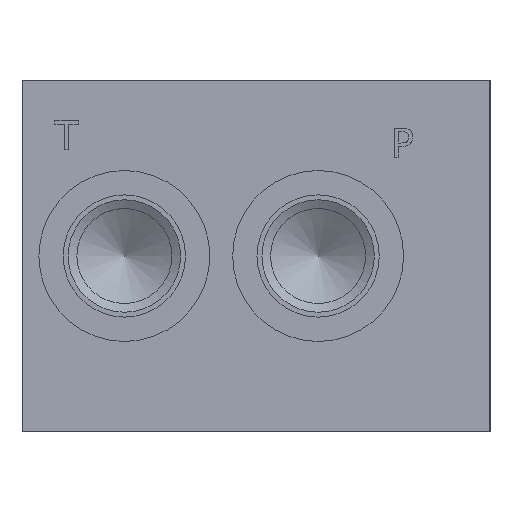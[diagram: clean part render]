
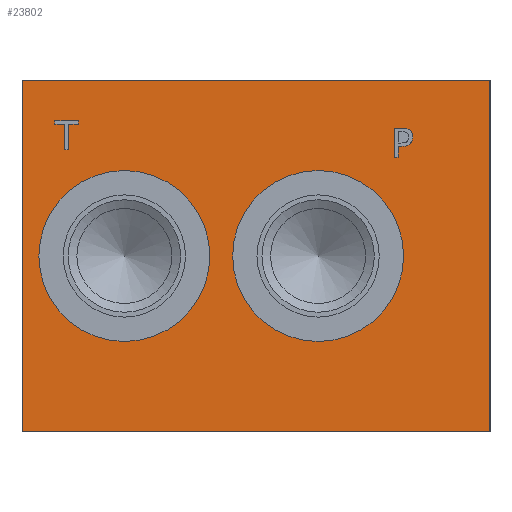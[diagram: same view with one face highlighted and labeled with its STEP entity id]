
A CAD part, left-side view. The second image highlights one B-rep face of the part: STEP entity #23802.
In plain terms, the highlighted planar face has unit normal (-1, 0, 0).
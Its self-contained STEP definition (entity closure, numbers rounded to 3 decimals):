
#294=CIRCLE('',#24992,18.555);
#295=CIRCLE('',#24993,18.555);
#296=CIRCLE('',#24994,18.555);
#297=CIRCLE('',#24995,18.555);
#887=FACE_BOUND('',#3905,.T.);
#888=FACE_BOUND('',#3906,.T.);
#889=FACE_BOUND('',#3907,.T.);
#890=FACE_BOUND('',#3908,.T.);
#1314=B_SPLINE_CURVE_WITH_KNOTS('',2,(#35060,#35061,#35062,#35063),
 .UNSPECIFIED.,.F.,.F.,(3,1,3),(0.,1.,2.),.UNSPECIFIED.);
#1316=B_SPLINE_CURVE_WITH_KNOTS('',2,(#35081,#35082,#35083,#35084),
 .UNSPECIFIED.,.F.,.F.,(3,1,3),(0.,1.,2.),.UNSPECIFIED.);
#1318=B_SPLINE_CURVE_WITH_KNOTS('',2,(#35130,#35131,#35132,#35133),
 .UNSPECIFIED.,.F.,.F.,(3,1,3),(0.,1.,2.),.UNSPECIFIED.);
#1320=B_SPLINE_CURVE_WITH_KNOTS('',2,(#35148,#35149,#35150,#35151),
 .UNSPECIFIED.,.F.,.F.,(3,1,3),(0.,1.,2.),.UNSPECIFIED.);
#2574=FACE_OUTER_BOUND('',#3904,.T.);
#3904=EDGE_LOOP('',(#17024,#17025,#17026,#17027));
#3905=EDGE_LOOP('',(#17028,#17029,#17030,#17031,#17032,#17033,#17034,#17035));
#3906=EDGE_LOOP('',(#17036,#17037));
#3907=EDGE_LOOP('',(#17038,#17039));
#3908=EDGE_LOOP('',(#17040,#17041,#17042,#17043,#17044,#17045,#17046,#17047,
#17048));
#5015=LINE('',#31468,#7111);
#5394=LINE('',#33494,#7490);
#5659=LINE('',#34910,#7755);
#5663=LINE('',#34918,#7759);
#5666=LINE('',#34924,#7762);
#5669=LINE('',#34930,#7765);
#5672=LINE('',#34936,#7768);
#5675=LINE('',#34942,#7771);
#5678=LINE('',#34948,#7774);
#5681=LINE('',#34953,#7777);
#5699=LINE('',#35093,#7795);
#5702=LINE('',#35099,#7798);
#5705=LINE('',#35105,#7801);
#5708=LINE('',#35111,#7804);
#5711=LINE('',#35117,#7807);
#5715=LINE('',#35159,#7811);
#5716=LINE('',#35160,#7812);
#7111=VECTOR('',#26273,10.);
#7490=VECTOR('',#26958,10.);
#7755=VECTOR('',#27413,10.);
#7759=VECTOR('',#27419,10.);
#7762=VECTOR('',#27424,10.);
#7765=VECTOR('',#27429,10.);
#7768=VECTOR('',#27434,10.);
#7771=VECTOR('',#27439,10.);
#7774=VECTOR('',#27444,10.);
#7777=VECTOR('',#27449,10.);
#7795=VECTOR('',#27477,10.);
#7798=VECTOR('',#27482,10.);
#7801=VECTOR('',#27487,10.);
#7804=VECTOR('',#27492,10.);
#7807=VECTOR('',#27497,10.);
#7811=VECTOR('',#27505,10.);
#7812=VECTOR('',#27506,10.);
#9198=VERTEX_POINT('',#31464);
#9200=VERTEX_POINT('',#31467);
#9574=VERTEX_POINT('',#33493);
#9829=VERTEX_POINT('',#34908);
#9830=VERTEX_POINT('',#34909);
#9833=VERTEX_POINT('',#34917);
#9835=VERTEX_POINT('',#34923);
#9837=VERTEX_POINT('',#34929);
#9839=VERTEX_POINT('',#34935);
#9841=VERTEX_POINT('',#34941);
#9843=VERTEX_POINT('',#34947);
#9859=VERTEX_POINT('',#35058);
#9860=VERTEX_POINT('',#35059);
#9863=VERTEX_POINT('',#35080);
#9865=VERTEX_POINT('',#35092);
#9867=VERTEX_POINT('',#35098);
#9869=VERTEX_POINT('',#35104);
#9871=VERTEX_POINT('',#35110);
#9873=VERTEX_POINT('',#35116);
#9875=VERTEX_POINT('',#35129);
#9877=VERTEX_POINT('',#35158);
#9878=VERTEX_POINT('',#35161);
#9879=VERTEX_POINT('',#35162);
#9880=VERTEX_POINT('',#35165);
#9881=VERTEX_POINT('',#35166);
#11608=EDGE_CURVE('',#9200,#9198,#5015,.T.);
#12155=EDGE_CURVE('',#9200,#9574,#5394,.T.);
#12532=EDGE_CURVE('',#9829,#9830,#5659,.T.);
#12536=EDGE_CURVE('',#9833,#9829,#5663,.T.);
#12539=EDGE_CURVE('',#9835,#9833,#5666,.T.);
#12542=EDGE_CURVE('',#9837,#9835,#5669,.T.);
#12545=EDGE_CURVE('',#9839,#9837,#5672,.T.);
#12548=EDGE_CURVE('',#9841,#9839,#5675,.T.);
#12551=EDGE_CURVE('',#9843,#9841,#5678,.T.);
#12554=EDGE_CURVE('',#9830,#9843,#5681,.T.);
#12577=EDGE_CURVE('',#9859,#9860,#1314,.T.);
#12581=EDGE_CURVE('',#9863,#9859,#1316,.T.);
#12584=EDGE_CURVE('',#9865,#9863,#5699,.T.);
#12587=EDGE_CURVE('',#9867,#9865,#5702,.T.);
#12590=EDGE_CURVE('',#9869,#9867,#5705,.T.);
#12593=EDGE_CURVE('',#9871,#9869,#5708,.T.);
#12596=EDGE_CURVE('',#9873,#9871,#5711,.T.);
#12599=EDGE_CURVE('',#9875,#9873,#1318,.T.);
#12602=EDGE_CURVE('',#9860,#9875,#1320,.T.);
#12604=EDGE_CURVE('',#9198,#9877,#5715,.T.);
#12605=EDGE_CURVE('',#9574,#9877,#5716,.T.);
#12606=EDGE_CURVE('',#9878,#9879,#294,.T.);
#12607=EDGE_CURVE('',#9879,#9878,#295,.T.);
#12608=EDGE_CURVE('',#9880,#9881,#296,.T.);
#12609=EDGE_CURVE('',#9881,#9880,#297,.T.);
#17024=ORIENTED_EDGE('',*,*,#11608,.T.);
#17025=ORIENTED_EDGE('',*,*,#12604,.T.);
#17026=ORIENTED_EDGE('',*,*,#12605,.F.);
#17027=ORIENTED_EDGE('',*,*,#12155,.F.);
#17028=ORIENTED_EDGE('',*,*,#12532,.T.);
#17029=ORIENTED_EDGE('',*,*,#12554,.T.);
#17030=ORIENTED_EDGE('',*,*,#12551,.T.);
#17031=ORIENTED_EDGE('',*,*,#12548,.T.);
#17032=ORIENTED_EDGE('',*,*,#12545,.T.);
#17033=ORIENTED_EDGE('',*,*,#12542,.T.);
#17034=ORIENTED_EDGE('',*,*,#12539,.T.);
#17035=ORIENTED_EDGE('',*,*,#12536,.T.);
#17036=ORIENTED_EDGE('',*,*,#12606,.T.);
#17037=ORIENTED_EDGE('',*,*,#12607,.T.);
#17038=ORIENTED_EDGE('',*,*,#12608,.T.);
#17039=ORIENTED_EDGE('',*,*,#12609,.T.);
#17040=ORIENTED_EDGE('',*,*,#12577,.T.);
#17041=ORIENTED_EDGE('',*,*,#12602,.T.);
#17042=ORIENTED_EDGE('',*,*,#12599,.T.);
#17043=ORIENTED_EDGE('',*,*,#12596,.T.);
#17044=ORIENTED_EDGE('',*,*,#12593,.T.);
#17045=ORIENTED_EDGE('',*,*,#12590,.T.);
#17046=ORIENTED_EDGE('',*,*,#12587,.T.);
#17047=ORIENTED_EDGE('',*,*,#12584,.T.);
#17048=ORIENTED_EDGE('',*,*,#12581,.T.);
#22093=PLANE('',#24991);
#23802=ADVANCED_FACE('',(#2574,#887,#888,#889,#890),#22093,.T.);
#24991=AXIS2_PLACEMENT_3D('',#35157,#27503,#27504);
#24992=AXIS2_PLACEMENT_3D('',#35163,#27507,#27508);
#24993=AXIS2_PLACEMENT_3D('',#35164,#27509,#27510);
#24994=AXIS2_PLACEMENT_3D('',#35167,#27511,#27512);
#24995=AXIS2_PLACEMENT_3D('',#35168,#27513,#27514);
#26273=DIRECTION('',(0.,-1.,0.));
#26958=DIRECTION('',(0.,0.,1.));
#27413=DIRECTION('',(0.,1.,0.));
#27419=DIRECTION('',(0.,0.,-1.));
#27424=DIRECTION('',(0.,1.,0.));
#27429=DIRECTION('',(0.,0.,-1.));
#27434=DIRECTION('',(0.,-1.,0.));
#27439=DIRECTION('',(0.,0.,1.));
#27444=DIRECTION('',(0.,1.,0.));
#27449=DIRECTION('',(0.,0.,1.));
#27477=DIRECTION('',(0.,-1.,0.));
#27482=DIRECTION('',(0.,0.,1.));
#27487=DIRECTION('',(0.,1.,0.));
#27492=DIRECTION('',(0.,0.,-1.));
#27497=DIRECTION('',(0.,1.,0.));
#27503=DIRECTION('center_axis',(-1.,0.,0.));
#27504=DIRECTION('ref_axis',(0.,-1.,0.));
#27505=DIRECTION('',(0.,0.,1.));
#27506=DIRECTION('',(0.,-1.,0.));
#27507=DIRECTION('center_axis',(1.,0.,0.));
#27508=DIRECTION('ref_axis',(0.,0.,1.));
#27509=DIRECTION('center_axis',(1.,0.,0.));
#27510=DIRECTION('ref_axis',(0.,0.,1.));
#27511=DIRECTION('center_axis',(1.,0.,0.));
#27512=DIRECTION('ref_axis',(0.,0.,1.));
#27513=DIRECTION('center_axis',(1.,0.,0.));
#27514=DIRECTION('ref_axis',(0.,0.,1.));
#31464=CARTESIAN_POINT('',(0.,0.,0.));
#31467=CARTESIAN_POINT('',(0.,101.6,0.));
#31468=CARTESIAN_POINT('',(0.,101.6,0.));
#33493=CARTESIAN_POINT('',(0.,101.6,76.2));
#33494=CARTESIAN_POINT('',(0.,101.6,0.));
#34908=CARTESIAN_POINT('',(0.,91.487,61.119));
#34909=CARTESIAN_POINT('',(0.,92.331,61.119));
#34910=CARTESIAN_POINT('',(0.,96.544,61.119));
#34917=CARTESIAN_POINT('',(0.,91.487,66.717));
#34918=CARTESIAN_POINT('',(0.,91.487,33.359));
#34923=CARTESIAN_POINT('',(0.,89.357,66.717));
#34924=CARTESIAN_POINT('',(0.,95.478,66.717));
#34929=CARTESIAN_POINT('',(0.,89.357,67.469));
#34930=CARTESIAN_POINT('',(0.,89.357,33.734));
#34935=CARTESIAN_POINT('',(0.,94.461,67.469));
#34936=CARTESIAN_POINT('',(0.,98.031,67.469));
#34941=CARTESIAN_POINT('',(0.,94.461,66.717));
#34942=CARTESIAN_POINT('',(0.,94.461,33.359));
#34947=CARTESIAN_POINT('',(0.,92.331,66.717));
#34948=CARTESIAN_POINT('',(0.,96.966,66.717));
#34953=CARTESIAN_POINT('',(0.,92.331,30.559));
#35058=CARTESIAN_POINT('',(0.,17.531,65.485));
#35059=CARTESIAN_POINT('',(0.,16.774,63.967));
#35060=CARTESIAN_POINT('Ctrl Pts',(0.,17.531,65.485));
#35061=CARTESIAN_POINT('Ctrl Pts',(0.,17.176,65.243));
#35062=CARTESIAN_POINT('Ctrl Pts',(0.,16.774,64.497));
#35063=CARTESIAN_POINT('Ctrl Pts',(0.,16.774,63.967));
#35080=CARTESIAN_POINT('',(0.,19.193,65.881));
#35081=CARTESIAN_POINT('Ctrl Pts',(0.,19.193,65.881));
#35082=CARTESIAN_POINT('Ctrl Pts',(0.,18.627,65.881));
#35083=CARTESIAN_POINT('Ctrl Pts',(0.,17.834,65.696));
#35084=CARTESIAN_POINT('Ctrl Pts',(0.,17.531,65.485));
#35092=CARTESIAN_POINT('',(0.,20.788,65.881));
#35093=CARTESIAN_POINT('',(0.,61.194,65.881));
#35098=CARTESIAN_POINT('',(0.,20.788,59.531));
#35099=CARTESIAN_POINT('',(0.,20.788,29.766));
#35104=CARTESIAN_POINT('',(0.,19.944,59.531));
#35105=CARTESIAN_POINT('',(0.,60.772,59.531));
#35110=CARTESIAN_POINT('',(0.,19.944,61.898));
#35111=CARTESIAN_POINT('',(0.,19.944,30.949));
#35116=CARTESIAN_POINT('',(0.,19.229,61.898));
#35117=CARTESIAN_POINT('',(0.,60.414,61.898));
#35129=CARTESIAN_POINT('',(0.,17.33,62.557));
#35130=CARTESIAN_POINT('Ctrl Pts',(0.,17.33,62.557));
#35131=CARTESIAN_POINT('Ctrl Pts',(0.,17.659,62.233));
#35132=CARTESIAN_POINT('Ctrl Pts',(0.,18.55,61.898));
#35133=CARTESIAN_POINT('Ctrl Pts',(0.,19.229,61.898));
#35148=CARTESIAN_POINT('Ctrl Pts',(0.,16.774,63.967));
#35149=CARTESIAN_POINT('Ctrl Pts',(0.,16.774,63.555));
#35150=CARTESIAN_POINT('Ctrl Pts',(0.,17.068,62.814));
#35151=CARTESIAN_POINT('Ctrl Pts',(0.,17.33,62.557));
#35157=CARTESIAN_POINT('Origin',(0.,101.6,0.));
#35158=CARTESIAN_POINT('',(0.,0.,76.2));
#35159=CARTESIAN_POINT('',(0.,0.,0.));
#35160=CARTESIAN_POINT('',(0.,101.6,76.2));
#35161=CARTESIAN_POINT('',(0.,37.313,56.655));
#35162=CARTESIAN_POINT('',(0.,37.313,19.545));
#35163=CARTESIAN_POINT('Origin',(0.,37.313,38.1));
#35164=CARTESIAN_POINT('Origin',(0.,37.313,38.1));
#35165=CARTESIAN_POINT('',(0.,79.375,56.655));
#35166=CARTESIAN_POINT('',(0.,79.375,19.545));
#35167=CARTESIAN_POINT('Origin',(0.,79.375,38.1));
#35168=CARTESIAN_POINT('Origin',(0.,79.375,38.1));
